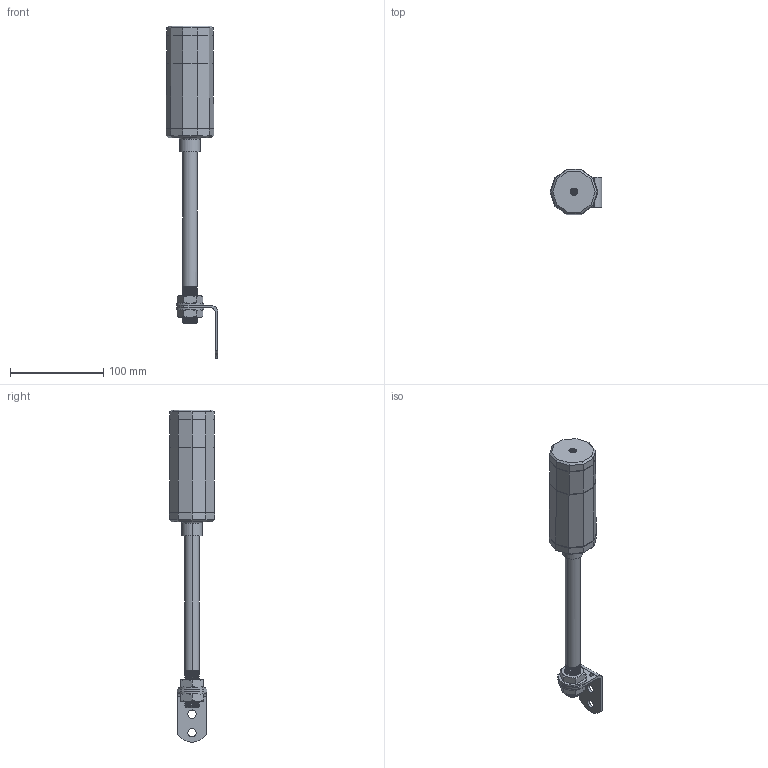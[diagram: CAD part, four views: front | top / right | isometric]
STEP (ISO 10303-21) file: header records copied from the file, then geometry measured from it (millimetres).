
FILE_DESCRIPTION((''),'2;1');
FILE_NAME('NLA50DC-1B2D SERIES.stp','2023-12-13T16:33:54',(''),(''),'Mechanical Desktop 2011','Mechanical Desktop 2011',', , ');
FILE_SCHEMA(('CONFIG_CONTROL_DESIGN'));
Length unit declared in the file: millimetre
Products named in the file (1): Product
Bounding box: 55.61 x 48.71 x 356.93 mm (x, y, z)
Volume: 256480 mm3; surface area: 65813.8 mm2
Topology: 17 solids, 17 shells, 362 faces, 915 edges, 593 vertices
Faces by surface type: plane 190, cylinder 98, bspline 36, cone 26, torus 6, sphere 6
Entity records: 16926 total; most frequent: CARTESIAN_POINT 8392, ORIENTED_EDGE 1830, DIRECTION 1624, EDGE_CURVE 915, VERTEX_POINT 593, AXIS2_PLACEMENT_3D 555, VECTOR 514, LINE 514
